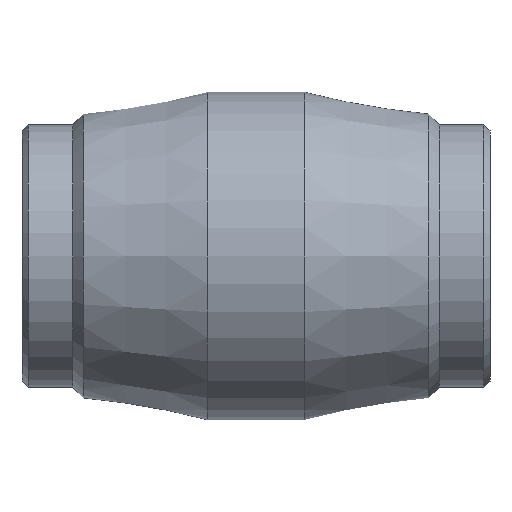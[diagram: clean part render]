
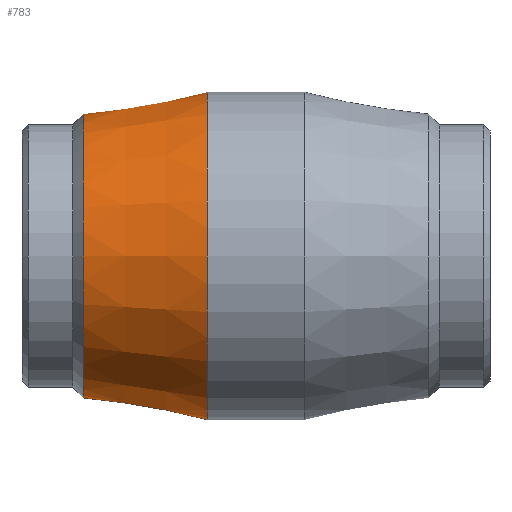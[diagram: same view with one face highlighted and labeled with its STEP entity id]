
A CAD part, front view. The second image highlights one B-rep face of the part: STEP entity #783.
In plain terms, the highlighted conical face has half-angle 10 degrees and reference radius 127.375 mm.
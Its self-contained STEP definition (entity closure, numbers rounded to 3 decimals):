
#305=CARTESIAN_POINT('',(154.5,136.5,0.0));
#306=VERTEX_POINT('',#305);
#307=CARTESIAN_POINT('',(154.5,0.0,0.0));
#308=DIRECTION('',(1.0,0.0,0.0));
#309=DIRECTION('',(0.0,1.0,0.0));
#310=AXIS2_PLACEMENT_3D('',#307,#308,#309);
#311=CIRCLE('',#310,136.5);
#312=EDGE_CURVE('',#306,#306,#311,.T.);
#757=CARTESIAN_POINT('',(51.0,118.25,0.0));
#758=VERTEX_POINT('',#757);
#759=CARTESIAN_POINT('',(51.0,0.0,0.0));
#760=DIRECTION('',(1.0,0.0,0.0));
#761=DIRECTION('',(0.0,1.0,0.0));
#762=AXIS2_PLACEMENT_3D('',#759,#760,#761);
#763=CIRCLE('',#762,118.25);
#764=EDGE_CURVE('',#758,#758,#763,.T.);
#772=CARTESIAN_POINT('',(102.75,0.0,0.0));
#773=DIRECTION('',(1.0,0.0,0.0));
#774=DIRECTION('',(0.0,1.0,0.0));
#775=AXIS2_PLACEMENT_3D('',#772,#773,#774);
#776=CONICAL_SURFACE('',#775,127.375,10.);
#777=ORIENTED_EDGE('',*,*,#312,.F.);
#778=EDGE_LOOP('',(#777));
#779=FACE_OUTER_BOUND('',#778,.T.);
#780=ORIENTED_EDGE('',*,*,#764,.T.);
#781=EDGE_LOOP('',(#780));
#782=FACE_BOUND('',#781,.T.);
#783=ADVANCED_FACE('',(#779,#782),#776,.T.);
